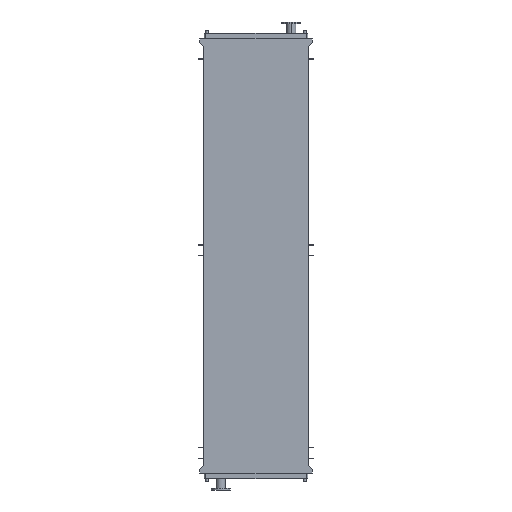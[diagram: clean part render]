
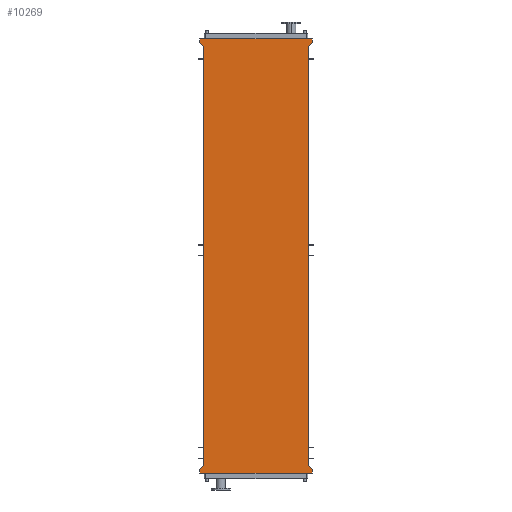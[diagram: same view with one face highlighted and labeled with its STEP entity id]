
A CAD part, front view. The second image highlights one B-rep face of the part: STEP entity #10269.
In plain terms, the highlighted planar face has unit normal (0, -1, 0).
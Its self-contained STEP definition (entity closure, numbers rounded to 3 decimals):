
#137 = CARTESIAN_POINT ( 'NONE',  ( -651., 0., -4903. ) ) ;
#634 = VECTOR ( 'NONE', #18911, 1000. ) ;
#781 = ORIENTED_EDGE ( 'NONE', *, *, #6879, .F. ) ;
#990 = VERTEX_POINT ( 'NONE', #12118 ) ;
#1277 = DIRECTION ( 'NONE',  ( -1., 0., 0. ) ) ;
#1580 = VERTEX_POINT ( 'NONE', #7789 ) ;
#2124 = CARTESIAN_POINT ( 'NONE',  ( -605., 0., -4850. ) ) ;
#2938 = LINE ( 'NONE', #12331, #17561 ) ;
#3630 = CARTESIAN_POINT ( 'NONE',  ( 651., 0., -4903. ) ) ;
#3669 = VERTEX_POINT ( 'NONE', #23980 ) ;
#4180 = VECTOR ( 'NONE', #22171, 1000. ) ;
#4204 = CARTESIAN_POINT ( 'NONE',  ( 651., 0., 53. ) ) ;
#4455 = VERTEX_POINT ( 'NONE', #10956 ) ;
#4476 = ORIENTED_EDGE ( 'NONE', *, *, #9239, .F. ) ;
#5634 = ORIENTED_EDGE ( 'NONE', *, *, #24088, .F. ) ;
#5926 = ORIENTED_EDGE ( 'NONE', *, *, #20281, .F. ) ;
#5978 = VERTEX_POINT ( 'NONE', #9391 ) ;
#5987 = CARTESIAN_POINT ( 'NONE',  ( -651., 0., -4903. ) ) ;
#6253 = ORIENTED_EDGE ( 'NONE', *, *, #12660, .F. ) ;
#6276 = LINE ( 'NONE', #17011, #14905 ) ;
#6721 = EDGE_CURVE ( 'NONE', #20481, #23272, #6276, .T. ) ;
#6879 = EDGE_CURVE ( 'NONE', #23272, #4455, #11989, .T. ) ;
#6933 = LINE ( 'NONE', #16201, #4180 ) ;
#7121 = DIRECTION ( 'NONE',  ( 0.655, 0., 0.755 ) ) ;
#7161 = VECTOR ( 'NONE', #1277, 1000. ) ;
#7789 = CARTESIAN_POINT ( 'NONE',  ( 605., 0., 0. ) ) ;
#7820 = CARTESIAN_POINT ( 'NONE',  ( 651., 0., -4903. ) ) ;
#8001 = ORIENTED_EDGE ( 'NONE', *, *, #21015, .F. ) ;
#8052 = LINE ( 'NONE', #11592, #8442 ) ;
#8310 = CARTESIAN_POINT ( 'NONE',  ( 651., 0., 95. ) ) ;
#8370 = AXIS2_PLACEMENT_3D ( 'NONE', #15289, #19081, #17479 ) ;
#8442 = VECTOR ( 'NONE', #21114, 1000. ) ;
#9239 = EDGE_CURVE ( 'NONE', #19974, #16584, #20374, .T. ) ;
#9350 = LINE ( 'NONE', #3630, #11284 ) ;
#9391 = CARTESIAN_POINT ( 'NONE',  ( 605., 0., -4850. ) ) ;
#9453 = DIRECTION ( 'NONE',  ( 0., 0., -1. ) ) ;
#9535 = CARTESIAN_POINT ( 'NONE',  ( -651., 0., 95. ) ) ;
#9786 = EDGE_CURVE ( 'NONE', #3669, #1580, #10058, .T. ) ;
#10058 = LINE ( 'NONE', #4204, #13421 ) ;
#10269 = ADVANCED_FACE ( 'NONE', ( #18956 ), #11614, .T. ) ;
#10458 = VERTEX_POINT ( 'NONE', #137 ) ;
#10773 = CARTESIAN_POINT ( 'NONE',  ( -605., 0., -4850. ) ) ;
#10956 = CARTESIAN_POINT ( 'NONE',  ( -651., 0., -4945. ) ) ;
#11284 = VECTOR ( 'NONE', #13247, 1000. ) ;
#11350 = EDGE_CURVE ( 'NONE', #5978, #1580, #21116, .T. ) ;
#11553 = DIRECTION ( 'NONE',  ( 0., 0., 1. ) ) ;
#11592 = CARTESIAN_POINT ( 'NONE',  ( -605., 0., -4850. ) ) ;
#11614 = PLANE ( 'NONE',  #8370 ) ;
#11835 = CARTESIAN_POINT ( 'NONE',  ( 605., 0., -4850. ) ) ;
#11989 = LINE ( 'NONE', #17498, #7161 ) ;
#12118 = CARTESIAN_POINT ( 'NONE',  ( -605., 0., 0. ) ) ;
#12228 = EDGE_CURVE ( 'NONE', #4455, #10458, #15130, .T. ) ;
#12331 = CARTESIAN_POINT ( 'NONE',  ( -605., 0., 0. ) ) ;
#12347 = VECTOR ( 'NONE', #22822, 1000. ) ;
#12632 = ORIENTED_EDGE ( 'NONE', *, *, #6721, .F. ) ;
#12660 = EDGE_CURVE ( 'NONE', #16584, #22694, #18827, .T. ) ;
#13247 = DIRECTION ( 'NONE',  ( 0.655, 0., -0.755 ) ) ;
#13386 = CARTESIAN_POINT ( 'NONE',  ( -651., 0., 53. ) ) ;
#13421 = VECTOR ( 'NONE', #13465, 1000. ) ;
#13465 = DIRECTION ( 'NONE',  ( -0.655, 0., -0.755 ) ) ;
#13487 = VECTOR ( 'NONE', #7121, 1000. ) ;
#13784 = DIRECTION ( 'NONE',  ( 0., 0., 1. ) ) ;
#14423 = DIRECTION ( 'NONE',  ( -0.655, 0., 0.755 ) ) ;
#14905 = VECTOR ( 'NONE', #9453, 1000. ) ;
#15130 = LINE ( 'NONE', #5987, #634 ) ;
#15263 = EDGE_LOOP ( 'NONE', ( #21534, #16218, #8001, #6253, #4476, #17593, #22737, #5926, #20317, #781, #12632, #5634 ) ) ;
#15289 = CARTESIAN_POINT ( 'NONE',  ( -605., 0., -4850. ) ) ;
#15832 = VECTOR ( 'NONE', #13784, 1000. ) ;
#16201 = CARTESIAN_POINT ( 'NONE',  ( 651., 0., 95. ) ) ;
#16218 = ORIENTED_EDGE ( 'NONE', *, *, #9786, .F. ) ;
#16584 = VERTEX_POINT ( 'NONE', #21717 ) ;
#17011 = CARTESIAN_POINT ( 'NONE',  ( 651., 0., -4945. ) ) ;
#17462 = EDGE_CURVE ( 'NONE', #990, #19974, #2938, .T. ) ;
#17479 = DIRECTION ( 'NONE',  ( 0., 0., -1. ) ) ;
#17498 = CARTESIAN_POINT ( 'NONE',  ( -651., 0., -4945. ) ) ;
#17561 = VECTOR ( 'NONE', #14423, 1000. ) ;
#17593 = ORIENTED_EDGE ( 'NONE', *, *, #17462, .F. ) ;
#18473 = LINE ( 'NONE', #10773, #13487 ) ;
#18827 = LINE ( 'NONE', #9535, #12347 ) ;
#18911 = DIRECTION ( 'NONE',  ( 0., 0., 1. ) ) ;
#18956 = FACE_OUTER_BOUND ( 'NONE', #15263, .T. ) ;
#19081 = DIRECTION ( 'NONE',  ( 0., -1., 0. ) ) ;
#19974 = VERTEX_POINT ( 'NONE', #22619 ) ;
#20281 = EDGE_CURVE ( 'NONE', #10458, #23450, #18473, .T. ) ;
#20317 = ORIENTED_EDGE ( 'NONE', *, *, #12228, .F. ) ;
#20374 = LINE ( 'NONE', #13386, #21216 ) ;
#20471 = EDGE_CURVE ( 'NONE', #23450, #990, #8052, .T. ) ;
#20481 = VERTEX_POINT ( 'NONE', #7820 ) ;
#21015 = EDGE_CURVE ( 'NONE', #22694, #3669, #6933, .T. ) ;
#21114 = DIRECTION ( 'NONE',  ( 0., 0., 1. ) ) ;
#21116 = LINE ( 'NONE', #11835, #15832 ) ;
#21216 = VECTOR ( 'NONE', #11553, 1000. ) ;
#21534 = ORIENTED_EDGE ( 'NONE', *, *, #11350, .T. ) ;
#21717 = CARTESIAN_POINT ( 'NONE',  ( -651., 0., 95. ) ) ;
#22171 = DIRECTION ( 'NONE',  ( 0., 0., -1. ) ) ;
#22619 = CARTESIAN_POINT ( 'NONE',  ( -651., 0., 53. ) ) ;
#22694 = VERTEX_POINT ( 'NONE', #8310 ) ;
#22737 = ORIENTED_EDGE ( 'NONE', *, *, #20471, .F. ) ;
#22822 = DIRECTION ( 'NONE',  ( 1., 0., 0. ) ) ;
#23272 = VERTEX_POINT ( 'NONE', #23845 ) ;
#23450 = VERTEX_POINT ( 'NONE', #2124 ) ;
#23845 = CARTESIAN_POINT ( 'NONE',  ( 651., 0., -4945. ) ) ;
#23980 = CARTESIAN_POINT ( 'NONE',  ( 651., 0., 53. ) ) ;
#24088 = EDGE_CURVE ( 'NONE', #5978, #20481, #9350, .T. ) ;
